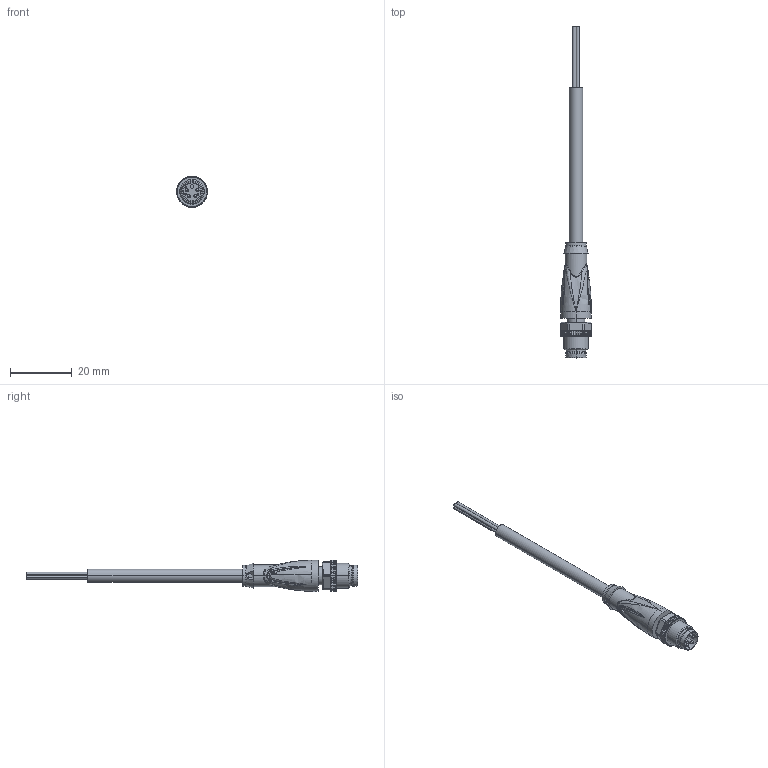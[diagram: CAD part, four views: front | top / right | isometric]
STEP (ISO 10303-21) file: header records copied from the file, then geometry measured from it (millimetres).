
FILE_DESCRIPTION(('STEP AP214'),'1');
FILE_NAME('cctmp_2F952B0B-240C-48EB-A219-190F8F75B7A5_2021_09_13_15_20_11_0293..stp','2021-09-13T13:20:16',('KiM GmbH'),('CADClick - www.CADClick.com'),'Spatial InterOp 3D postprocessed',' ','unknown authorization');
FILE_SCHEMA(('AUTOMOTIVE_DESIGN'));
Length unit declared in the file: millimetre
Products named in the file (5): cc_unnamed; Connection2; Cable; Connection1_1; Connection1
Assembly tree (4 placements, depth 2):
  cc_unnamed
    Connection2
    Cable
    Connection1_1
    Connection1
Bounding box: 10 x 107.3 x 10.15 mm (x, y, z)
Volume: 2623.6 mm3; surface area: 3522.8 mm2
Topology: 8 solids, 8 shells, 922 faces, 2493 edges, 1578 vertices
Faces by surface type: plane 429, cylinder 163, bspline 106, cone 102, torus 96, sphere 14, extrusion 12
Entity records: 106087 total; most frequent: CARTESIAN_POINT 74158, ORIENTED_EDGE 4910, DIRECTION 4163, STYLED_ITEM 2667, PRESENTATION_STYLE_ASSIGNMENT 2667, EDGE_CURVE 2455, CURVE_STYLE 1737, DRAUGHTING_PRE_DEFINED_CURVE_FONT 1737
